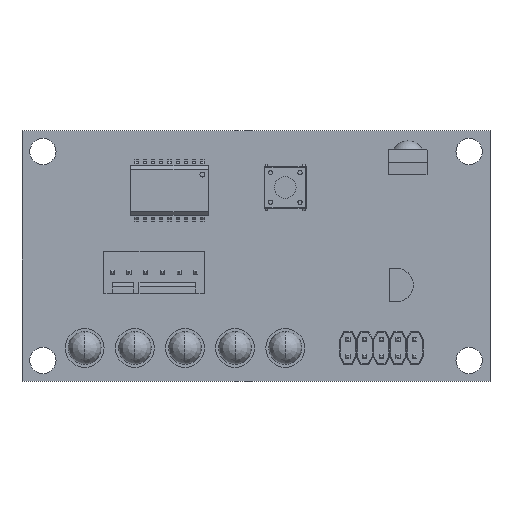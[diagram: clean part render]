
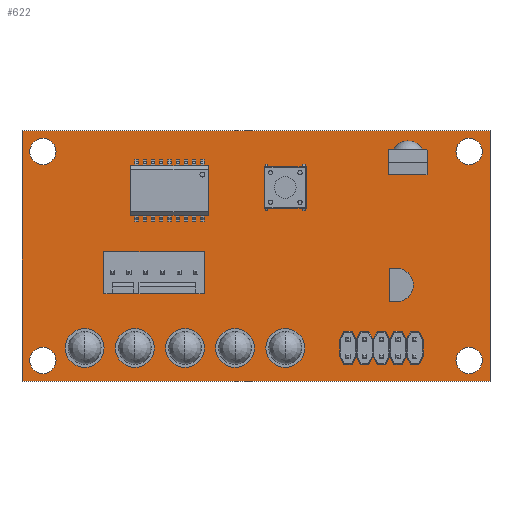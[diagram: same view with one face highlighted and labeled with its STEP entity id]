
A CAD part, top view. The second image highlights one B-rep face of the part: STEP entity #622.
In plain terms, the highlighted planar face has unit normal (0, 0, 1).
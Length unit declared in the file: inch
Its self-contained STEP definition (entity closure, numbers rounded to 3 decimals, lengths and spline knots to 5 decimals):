
#123=CARTESIAN_POINT('',(-1.1965,0.625,0.032));
#124=VERTEX_POINT('',#123);
#140=CARTESIAN_POINT('',(-1.3535,0.625,0.032));
#141=VERTEX_POINT('',#140);
#148=CARTESIAN_POINT('',(-1.275,0.625,0.032));
#149=DIRECTION('',(0.0,0.0,-1.0));
#150=DIRECTION('',(1.0,0.0,0.0));
#151=AXIS2_PLACEMENT_3D('',#148,#149,#150);
#152=CIRCLE('',#151,0.0785);
#153=EDGE_CURVE('',#124,#141,#152,.T.);
#165=CARTESIAN_POINT('',(1.1965,0.625,0.032));
#166=VERTEX_POINT('',#165);
#182=CARTESIAN_POINT('',(1.3535,0.625,0.032));
#183=VERTEX_POINT('',#182);
#190=CARTESIAN_POINT('',(1.275,0.625,0.032));
#191=DIRECTION('',(0.0,0.0,-1.0));
#192=DIRECTION('',(-1.0,0.0,0.0));
#193=AXIS2_PLACEMENT_3D('',#190,#191,#192);
#194=CIRCLE('',#193,0.0785);
#195=EDGE_CURVE('',#166,#183,#194,.T.);
#207=CARTESIAN_POINT('',(-1.1965,-0.625,0.032));
#208=VERTEX_POINT('',#207);
#224=CARTESIAN_POINT('',(-1.3535,-0.625,0.032));
#225=VERTEX_POINT('',#224);
#232=CARTESIAN_POINT('',(-1.275,-0.625,0.032));
#233=DIRECTION('',(0.0,0.0,-1.0));
#234=DIRECTION('',(1.0,0.0,0.0));
#235=AXIS2_PLACEMENT_3D('',#232,#233,#234);
#236=CIRCLE('',#235,0.0785);
#237=EDGE_CURVE('',#208,#225,#236,.T.);
#270=CARTESIAN_POINT('',(1.1965,-0.625,0.032));
#271=VERTEX_POINT('',#270);
#287=CARTESIAN_POINT('',(1.3535,-0.625,0.032));
#288=VERTEX_POINT('',#287);
#295=CARTESIAN_POINT('',(1.275,-0.625,0.032));
#296=DIRECTION('',(0.0,0.0,-1.0));
#297=DIRECTION('',(-1.0,0.0,0.0));
#298=AXIS2_PLACEMENT_3D('',#295,#296,#297);
#299=CIRCLE('',#298,0.0785);
#300=EDGE_CURVE('',#271,#288,#299,.T.);
#332=CARTESIAN_POINT('',(1.275,-0.625,0.032));
#333=DIRECTION('',(0.0,0.0,-1.0));
#334=DIRECTION('',(-1.0,0.0,0.0));
#335=AXIS2_PLACEMENT_3D('',#332,#333,#334);
#336=CIRCLE('',#335,0.0785);
#337=EDGE_CURVE('',#288,#271,#336,.T.);
#356=CARTESIAN_POINT('',(-1.275,-0.625,0.032));
#357=DIRECTION('',(0.0,0.0,-1.0));
#358=DIRECTION('',(1.0,0.0,0.0));
#359=AXIS2_PLACEMENT_3D('',#356,#357,#358);
#360=CIRCLE('',#359,0.0785);
#361=EDGE_CURVE('',#225,#208,#360,.T.);
#380=CARTESIAN_POINT('',(1.275,0.625,0.032));
#381=DIRECTION('',(0.0,0.0,-1.0));
#382=DIRECTION('',(-1.0,0.0,0.0));
#383=AXIS2_PLACEMENT_3D('',#380,#381,#382);
#384=CIRCLE('',#383,0.0785);
#385=EDGE_CURVE('',#183,#166,#384,.T.);
#425=CARTESIAN_POINT('',(-1.275,0.625,0.032));
#426=DIRECTION('',(0.0,0.0,-1.0));
#427=DIRECTION('',(1.0,0.0,0.0));
#428=AXIS2_PLACEMENT_3D('',#425,#426,#427);
#429=CIRCLE('',#428,0.0785);
#430=EDGE_CURVE('',#141,#124,#429,.T.);
#504=CARTESIAN_POINT('',(1.4,0.75,0.032));
#505=VERTEX_POINT('',#504);
#506=CARTESIAN_POINT('',(1.4,-0.75,0.032));
#507=VERTEX_POINT('',#506);
#508=CARTESIAN_POINT('',(1.4,0.75,0.032));
#509=DIRECTION('',(0.0,-1.0,0.0));
#510=VECTOR('',#509,1.5);
#511=LINE('',#508,#510);
#512=EDGE_CURVE('',#505,#507,#511,.T.);
#535=CARTESIAN_POINT('',(-1.4,-0.75,0.032));
#536=VERTEX_POINT('',#535);
#537=CARTESIAN_POINT('',(1.4,-0.75,0.032));
#538=DIRECTION('',(-1.0,0.0,0.0));
#539=VECTOR('',#538,2.8);
#540=LINE('',#537,#539);
#541=EDGE_CURVE('',#507,#536,#540,.T.);
#559=CARTESIAN_POINT('',(-1.4,0.75,0.032));
#560=VERTEX_POINT('',#559);
#561=CARTESIAN_POINT('',(-1.4,-0.75,0.032));
#562=DIRECTION('',(0.0,1.0,0.0));
#563=VECTOR('',#562,1.5);
#564=LINE('',#561,#563);
#565=EDGE_CURVE('',#536,#560,#564,.T.);
#583=CARTESIAN_POINT('',(-1.4,0.75,0.032));
#584=DIRECTION('',(1.0,0.0,0.0));
#585=VECTOR('',#584,2.8);
#586=LINE('',#583,#585);
#587=EDGE_CURVE('',#560,#505,#586,.T.);
#595=CARTESIAN_POINT('',(0.,0.0,0.032));
#596=DIRECTION('',(0.0,0.0,1.0));
#597=DIRECTION('',(1.0,0.0,0.0));
#598=AXIS2_PLACEMENT_3D('',#595,#596,#597);
#599=PLANE('',#598);
#600=ORIENTED_EDGE('',*,*,#512,.F.);
#601=ORIENTED_EDGE('',*,*,#587,.F.);
#602=ORIENTED_EDGE('',*,*,#565,.F.);
#603=ORIENTED_EDGE('',*,*,#541,.F.);
#604=EDGE_LOOP('',(#600,#601,#602,#603));
#605=FACE_OUTER_BOUND('',#604,.T.);
#606=ORIENTED_EDGE('',*,*,#300,.T.);
#607=ORIENTED_EDGE('',*,*,#337,.T.);
#608=EDGE_LOOP('',(#606,#607));
#609=FACE_BOUND('',#608,.T.);
#610=ORIENTED_EDGE('',*,*,#237,.T.);
#611=ORIENTED_EDGE('',*,*,#361,.T.);
#612=EDGE_LOOP('',(#610,#611));
#613=FACE_BOUND('',#612,.T.);
#614=ORIENTED_EDGE('',*,*,#195,.T.);
#615=ORIENTED_EDGE('',*,*,#385,.T.);
#616=EDGE_LOOP('',(#614,#615));
#617=FACE_BOUND('',#616,.T.);
#618=ORIENTED_EDGE('',*,*,#153,.T.);
#619=ORIENTED_EDGE('',*,*,#430,.T.);
#620=EDGE_LOOP('',(#618,#619));
#621=FACE_BOUND('',#620,.T.);
#622=ADVANCED_FACE('',(#605,#609,#613,#617,#621),#599,.T.);
